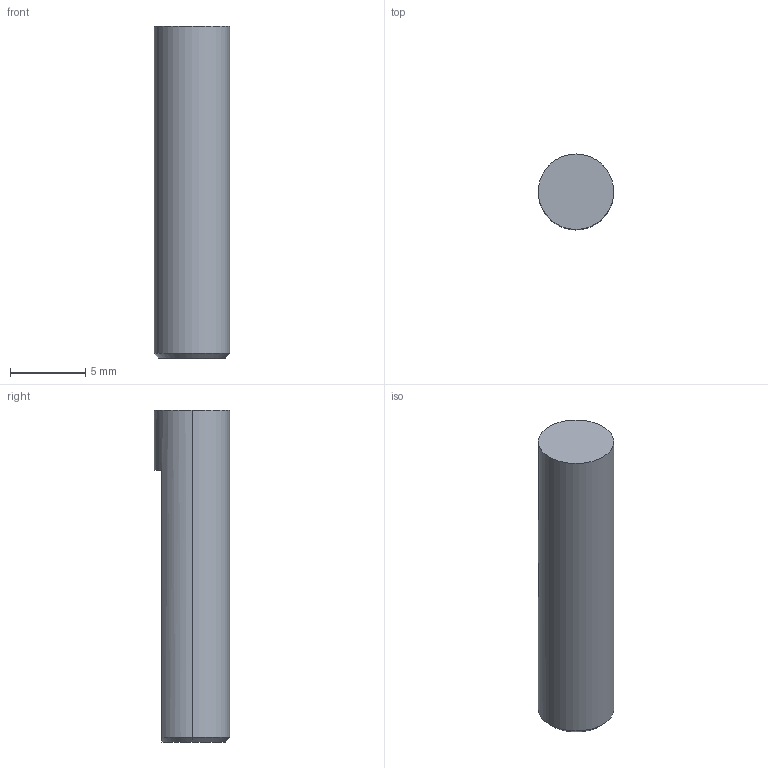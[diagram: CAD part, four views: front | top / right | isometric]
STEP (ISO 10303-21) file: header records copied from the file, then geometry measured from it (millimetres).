
FILE_DESCRIPTION (( 'STEP AP214' ), '1' );
FILE_NAME ('Motor shaft.STEP', '2022-05-02T08:28:52', ( '' ), ( '' ), 'SwSTEP 2.0', 'SolidWorks 2021', '' );
FILE_SCHEMA (( 'AUTOMOTIVE_DESIGN' ));
Length unit declared in the file: millimetre
Products named in the file (1): Motor shaft
Bounding box: 5 x 5 x 22 mm (x, y, z)
Volume: 413 mm3; surface area: 378.5 mm2
Topology: 1 solids, 1 shells, 9 faces, 19 edges, 12 vertices
Faces by surface type: plane 4, cone 3, cylinder 2
Entity records: 282 total; most frequent: CARTESIAN_POINT 47, DIRECTION 46, ORIENTED_EDGE 38, EDGE_CURVE 19, AXIS2_PLACEMENT_3D 19, VERTEX_POINT 12, ADVANCED_FACE 9, EDGE_LOOP 9
